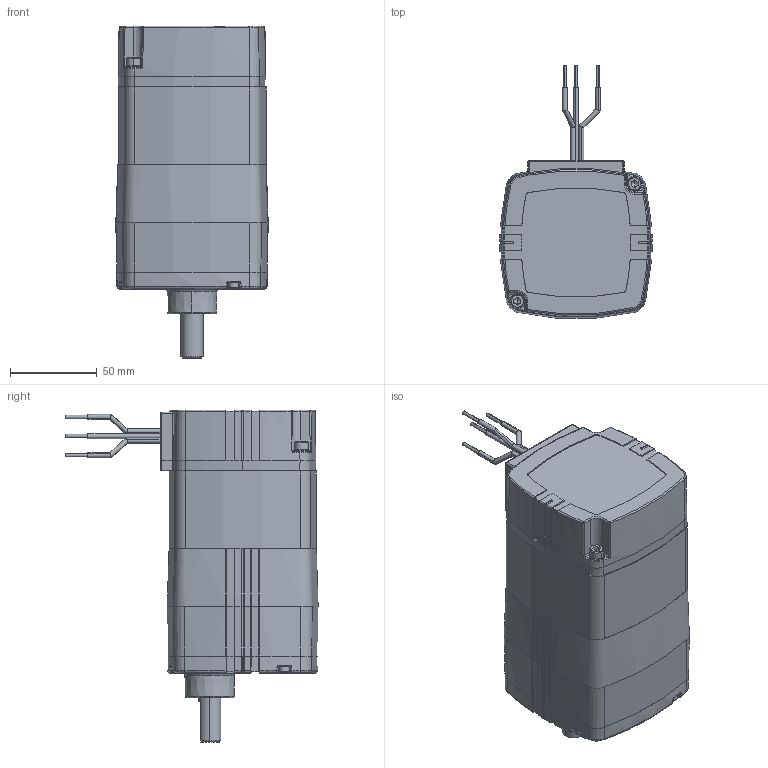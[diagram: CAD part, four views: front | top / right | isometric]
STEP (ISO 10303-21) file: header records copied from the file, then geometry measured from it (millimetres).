
FILE_DESCRIPTION (( 'STEP AP203' ), '1' );
FILE_NAME ('INFM0254.STEP', '2015-10-29T15:48:35', ( 'admin' ), ( '' ), 'SwSTEP 2.0', 'SolidWorks 2014', '' );
FILE_SCHEMA (( 'CONFIG_CONTROL_DESIGN' ));
Length unit declared in the file: inch
Products named in the file (10): 54100154_54100154; 51600014_51600014; INFM0254; 342AZ015_342AZ015; 332AZ018_332AZ018; 328AZ026_328AZ026; 238AZ008_238AZ008; 491AZ022_491AZ022; 54100145_54100145; 118AZ013_118AZ013
Assembly tree (14 placements, depth 2):
  INFM0254
    342AZ015_342AZ015
    332AZ018_332AZ018
    238AZ008_238AZ008
    328AZ026_328AZ026
    491AZ022_491AZ022
    54100145_54100145  x4
    118AZ013_118AZ013
    54100154_54100154  x2
    51600014_51600014  x2
Bounding box: 87.58 x 144.97 x 190.8 mm (x, y, z)
Volume: 1055810.3 mm3; surface area: 114303.8 mm2
Topology: 17 solids, 17 shells, 864 faces, 2040 edges, 1216 vertices
Faces by surface type: bspline 205, plane 193, cone 179, cylinder 155, torus 126, sphere 6
Entity records: 29930 total; most frequent: CARTESIAN_POINT 13297, ORIENTED_EDGE 3478, DIRECTION 2943, EDGE_CURVE 1739, AXIS2_PLACEMENT_3D 1273, VERTEX_POINT 1050, EDGE_LOOP 761, CIRCLE 735
